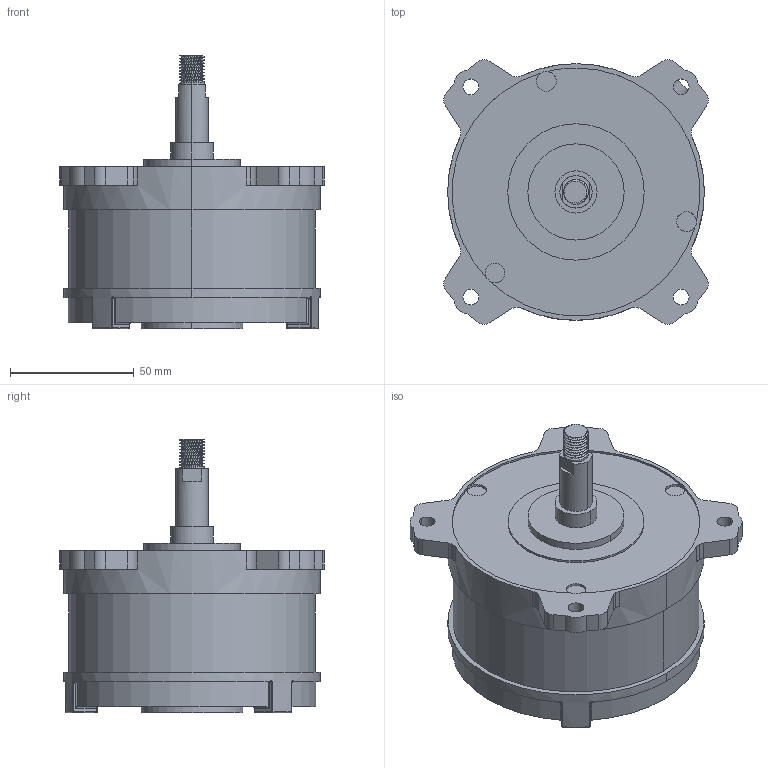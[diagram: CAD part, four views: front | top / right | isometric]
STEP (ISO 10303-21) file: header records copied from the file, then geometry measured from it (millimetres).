
FILE_DESCRIPTION (( 'STEP AP203' ), '1' );
FILE_NAME ('Ryobi 40V Mower Motor 292146001-01.STEP', '2022-04-25T03:17:17', ( '' ), ( '' ), 'SwSTEP 2.0', 'SolidWorks 2020', '' );
FILE_SCHEMA (( 'CONFIG_CONTROL_DESIGN' ));
Length unit declared in the file: millimetre
Products named in the file (1): Ryobi 40V Mower Motor 292146001-01
Bounding box: 106.76 x 106.75 x 110.5 mm (x, y, z)
Volume: 525365.6 mm3; surface area: 45973.9 mm2
Topology: 1 solids, 1 shells, 237 faces, 617 edges, 389 vertices
Faces by surface type: cylinder 149, plane 53, sphere 15, torus 11, bspline 9
Entity records: 9123 total; most frequent: CARTESIAN_POINT 3306, DIRECTION 1253, ORIENTED_EDGE 1214, EDGE_CURVE 607, AXIS2_PLACEMENT_3D 508, VERTEX_POINT 385, CIRCLE 279, EDGE_LOOP 258
